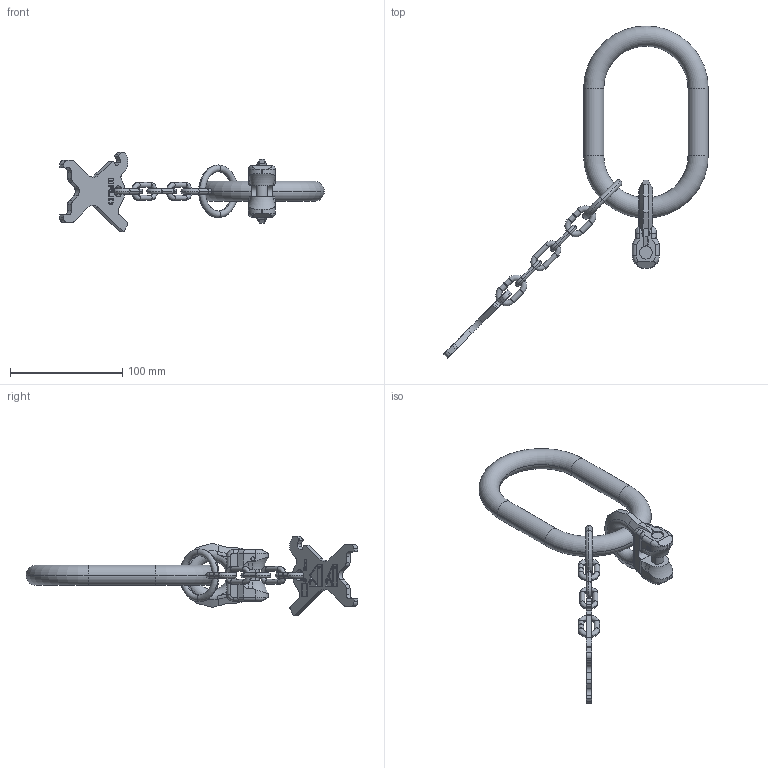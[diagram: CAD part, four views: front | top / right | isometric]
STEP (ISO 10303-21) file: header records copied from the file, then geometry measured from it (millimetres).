
FILE_DESCRIPTION((''),'2;1');
FILE_NAME('001-M34539-P-2_ASM','2014-01-09T',('Andreas.Wendler'),(''),'PRO/ENGINEER BY PARAMETRIC TECHNOLOGY CORPORATION, 2010140','PRO/ENGINEER BY PARAMETRIC TECHNOLOGY CORPORATION, 2010140','');
FILE_SCHEMA(('CONFIG_CONTROL_DESIGN'));
Length unit declared in the file: millimetre
Products named in the file (8): 001-M34539-P-2; 001-M34512-P-9; 001-M31128-V01; 001-M31129-P-3; 001-M33743-001; 001-M31130-003_ASM; 001-M32730-P-1; 001-M34539-P-2_ASM
Assembly tree (10 placements, depth 3):
  001-M34539-P-2_ASM
    001-M34539-P-2
    001-M34512-P-9
    001-M31128-V01
    001-M31129-P-3  x2
    001-M31130-003_ASM
      001-M33743-001  x3
    001-M32730-P-1
Bounding box: 235.46 x 295.46 x 71.15 mm (x, y, z)
Volume: 168164.2 mm3; surface area: 48714.5 mm2
Topology: 9 solids, 9 shells, 1013 faces, 2801 edges, 1843 vertices
Faces by surface type: plane 836, cylinder 131, torus 36, bspline 8, cone 2
Entity records: 31827 total; most frequent: CARTESIAN_POINT 6233, ORIENTED_EDGE 5494, DIRECTION 4914, EDGE_CURVE 2747, VECTOR 2420, LINE 2420, VERTEX_POINT 1815, AXIS2_PLACEMENT_3D 1247
